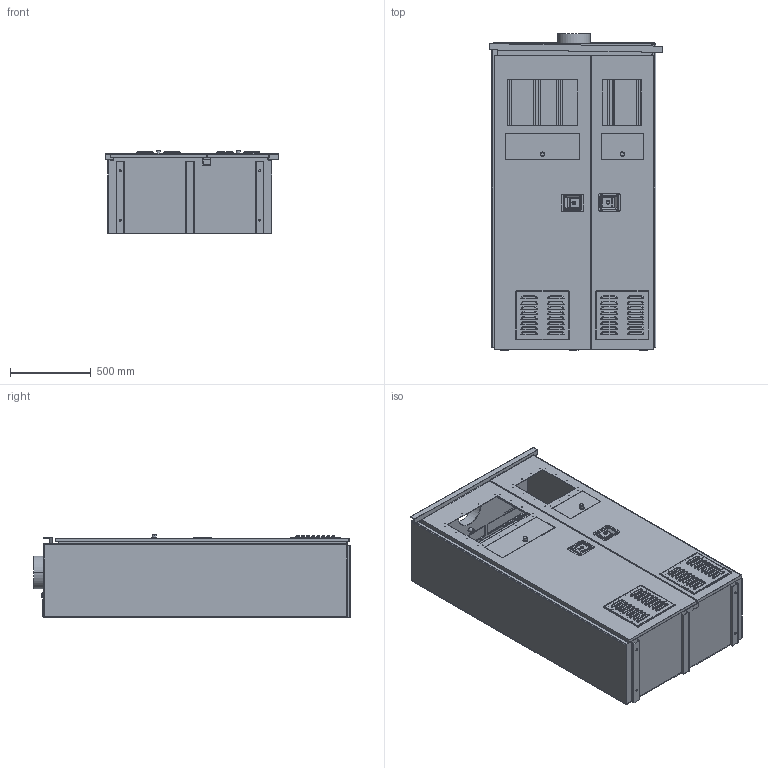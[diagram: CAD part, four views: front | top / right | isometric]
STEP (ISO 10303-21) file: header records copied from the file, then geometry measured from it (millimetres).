
FILE_DESCRIPTION((''),'2;1');
FILE_NAME('MCAB-0490-UN_ASM','2019-10-14T15:26:26',('Dlachman'),('MATHESON TRI-GAS'),'CREO PARAMETRIC BY PTC INC, 2018260','CREO PARAMETRIC BY PTC INC, 2018260','');
FILE_SCHEMA(('CONFIG_CONTROL_DESIGN'));
Length unit declared in the file: inch
Products named in the file (17): MCAB-0158-UN-3CE; MCAB-0158-UN-ROOF-WIDE; MCAB-0158-UN-COVER; MCAB-0158-UN-DOOR-WIDE; MCAB-0158-UN-DOOR-NARROW; MLAT-0020-PT1; MCAB-DOOR-LOUVER; MCAB-NPT-CPL; MCAB-ACC-LATCH; MCAB-0158-UN-GUTTER; MCAB-0158-UN_ASM; MNUT-0067-SZ; MWAS-0043-SH; MSTA-0026-SA; M710; MSCR-0134-SZ; MCAB-0490-UN_ASM
Assembly tree (41 placements, depth 3):
  MCAB-0490-UN_ASM
    MCAB-0158-UN_ASM
      MCAB-0158-UN-3CE
      MCAB-0158-UN-ROOF-WIDE
      MCAB-0158-UN-COVER
      MCAB-0158-UN-DOOR-WIDE
      MCAB-0158-UN-DOOR-NARROW
      MLAT-0020-PT1  x2
      MCAB-DOOR-LOUVER  x2
      MCAB-NPT-CPL
      MCAB-ACC-LATCH  x2
      MCAB-0158-UN-GUTTER
    MNUT-0067-SZ  x6
    MWAS-0043-SH  x6
    MSTA-0026-SA  x6
    M710  x3
    MSCR-0134-SZ  x6
Bounding box: 1067.23 x 1962.15 x 516.23 mm (x, y, z)
Volume: 24644338.5 mm3; surface area: 16950775.8 mm2
Topology: 45 solids, 51 shells, 1806 faces, 4809 edges, 3158 vertices
Faces by surface type: plane 854, cylinder 708, torus 156, cone 44, sphere 32, bspline 12
Entity records: 34440 total; most frequent: CARTESIAN_POINT 6219, DIRECTION 6126, ORIENTED_EDGE 5612, EDGE_CURVE 2808, AXIS2_PLACEMENT_3D 2236, VERTEX_POINT 1860, VECTOR 1654, LINE 1654
